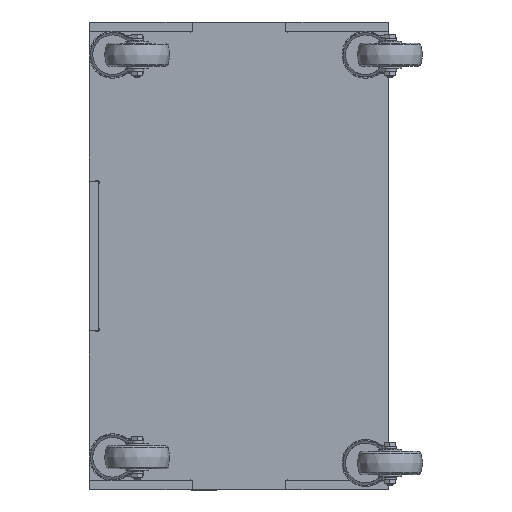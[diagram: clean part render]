
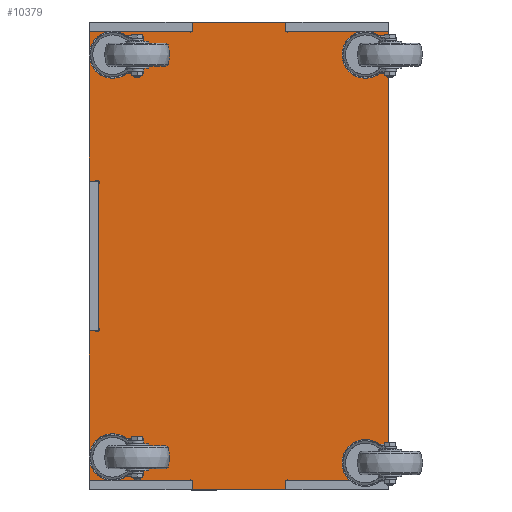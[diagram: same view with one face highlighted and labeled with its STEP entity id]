
A CAD part, front view. The second image highlights one B-rep face of the part: STEP entity #10379.
In plain terms, the highlighted planar face has unit normal (0, -1, 0).
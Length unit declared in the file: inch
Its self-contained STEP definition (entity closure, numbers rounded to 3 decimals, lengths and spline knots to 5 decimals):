
#354=FACE_BOUND('',#1300,.T.);
#355=FACE_BOUND('',#1301,.T.);
#356=FACE_BOUND('',#1302,.T.);
#357=FACE_BOUND('',#1303,.T.);
#405=PLANE('',#11133);
#727=FACE_OUTER_BOUND('',#1299,.T.);
#1299=EDGE_LOOP('',(#7049,#7050,#7051,#7052,#7053,#7054,#7055,#7056,#7057,
#7058,#7059,#7060,#7061,#7062,#7063,#7064,#7065,#7066,#7067,#7068,#7069,
#7070));
#1300=EDGE_LOOP('',(#7071));
#1301=EDGE_LOOP('',(#7072));
#1302=EDGE_LOOP('',(#7073));
#1303=EDGE_LOOP('',(#7074));
#1906=CIRCLE('',#11112,0.125);
#1917=CIRCLE('',#11126,0.125);
#1918=CIRCLE('',#11129,0.125);
#1919=CIRCLE('',#11132,0.125);
#1920=CIRCLE('',#11134,0.125);
#1921=CIRCLE('',#11135,0.125);
#1922=CIRCLE('',#11136,0.17188);
#1923=CIRCLE('',#11137,0.17188);
#1924=CIRCLE('',#11138,0.17188);
#1925=CIRCLE('',#11139,0.17188);
#2314=LINE('',#15205,#3347);
#2318=LINE('',#15215,#3351);
#2322=LINE('',#15225,#3355);
#2325=LINE('',#15233,#3358);
#2326=LINE('',#15234,#3359);
#2327=LINE('',#15236,#3360);
#2328=LINE('',#15238,#3361);
#2329=LINE('',#15239,#3362);
#2330=LINE('',#15241,#3363);
#2331=LINE('',#15243,#3364);
#2332=LINE('',#15245,#3365);
#2333=LINE('',#15249,#3366);
#2334=LINE('',#15251,#3367);
#2335=LINE('',#15253,#3368);
#2336=LINE('',#15257,#3369);
#2337=LINE('',#15258,#3370);
#3347=VECTOR('',#12159,0.3937);
#3351=VECTOR('',#12169,0.3937);
#3355=VECTOR('',#12179,0.3937);
#3358=VECTOR('',#12188,0.3937);
#3359=VECTOR('',#12189,0.3937);
#3360=VECTOR('',#12190,0.3937);
#3361=VECTOR('',#12191,0.3937);
#3362=VECTOR('',#12192,0.3937);
#3363=VECTOR('',#12193,0.3937);
#3364=VECTOR('',#12194,0.3937);
#3365=VECTOR('',#12195,0.3937);
#3366=VECTOR('',#12198,0.3937);
#3367=VECTOR('',#12199,0.3937);
#3368=VECTOR('',#12200,0.3937);
#3369=VECTOR('',#12203,0.3937);
#3370=VECTOR('',#12204,0.3937);
#4362=VERTEX_POINT('',#15145);
#4364=VERTEX_POINT('',#15148);
#4390=VERTEX_POINT('',#15204);
#4391=VERTEX_POINT('',#15208);
#4392=VERTEX_POINT('',#15210);
#4393=VERTEX_POINT('',#15214);
#4394=VERTEX_POINT('',#15218);
#4395=VERTEX_POINT('',#15219);
#4396=VERTEX_POINT('',#15224);
#4397=VERTEX_POINT('',#15228);
#4398=VERTEX_POINT('',#15232);
#4399=VERTEX_POINT('',#15235);
#4400=VERTEX_POINT('',#15237);
#4401=VERTEX_POINT('',#15240);
#4402=VERTEX_POINT('',#15242);
#4403=VERTEX_POINT('',#15244);
#4404=VERTEX_POINT('',#15246);
#4405=VERTEX_POINT('',#15248);
#4406=VERTEX_POINT('',#15250);
#4407=VERTEX_POINT('',#15252);
#4408=VERTEX_POINT('',#15254);
#4409=VERTEX_POINT('',#15256);
#4410=VERTEX_POINT('',#15259);
#4411=VERTEX_POINT('',#15261);
#4412=VERTEX_POINT('',#15263);
#4413=VERTEX_POINT('',#15265);
#5414=EDGE_CURVE('',#4364,#4362,#1906,.T.);
#5442=EDGE_CURVE('',#4390,#4364,#2314,.T.);
#5445=EDGE_CURVE('',#4392,#4391,#1917,.T.);
#5447=EDGE_CURVE('',#4393,#4392,#2318,.T.);
#5449=EDGE_CURVE('',#4394,#4395,#1918,.T.);
#5452=EDGE_CURVE('',#4396,#4394,#2322,.T.);
#5454=EDGE_CURVE('',#4397,#4396,#1919,.T.);
#5456=EDGE_CURVE('',#4362,#4398,#2325,.T.);
#5457=EDGE_CURVE('',#4398,#4393,#2326,.T.);
#5458=EDGE_CURVE('',#4391,#4399,#2327,.T.);
#5459=EDGE_CURVE('',#4399,#4400,#2328,.T.);
#5460=EDGE_CURVE('',#4400,#4397,#2329,.T.);
#5461=EDGE_CURVE('',#4395,#4401,#2330,.T.);
#5462=EDGE_CURVE('',#4401,#4402,#2331,.T.);
#5463=EDGE_CURVE('',#4402,#4403,#2332,.T.);
#5464=EDGE_CURVE('',#4403,#4404,#1920,.T.);
#5465=EDGE_CURVE('',#4404,#4405,#2333,.T.);
#5466=EDGE_CURVE('',#4405,#4406,#2334,.T.);
#5467=EDGE_CURVE('',#4406,#4407,#2335,.T.);
#5468=EDGE_CURVE('',#4407,#4408,#1921,.T.);
#5469=EDGE_CURVE('',#4408,#4409,#2336,.T.);
#5470=EDGE_CURVE('',#4409,#4390,#2337,.T.);
#5471=EDGE_CURVE('',#4410,#4410,#1922,.T.);
#5472=EDGE_CURVE('',#4411,#4411,#1923,.T.);
#5473=EDGE_CURVE('',#4412,#4412,#1924,.T.);
#5474=EDGE_CURVE('',#4413,#4413,#1925,.T.);
#7049=ORIENTED_EDGE('',*,*,#5414,.T.);
#7050=ORIENTED_EDGE('',*,*,#5456,.T.);
#7051=ORIENTED_EDGE('',*,*,#5457,.T.);
#7052=ORIENTED_EDGE('',*,*,#5447,.T.);
#7053=ORIENTED_EDGE('',*,*,#5445,.T.);
#7054=ORIENTED_EDGE('',*,*,#5458,.T.);
#7055=ORIENTED_EDGE('',*,*,#5459,.T.);
#7056=ORIENTED_EDGE('',*,*,#5460,.T.);
#7057=ORIENTED_EDGE('',*,*,#5454,.T.);
#7058=ORIENTED_EDGE('',*,*,#5452,.T.);
#7059=ORIENTED_EDGE('',*,*,#5449,.T.);
#7060=ORIENTED_EDGE('',*,*,#5461,.T.);
#7061=ORIENTED_EDGE('',*,*,#5462,.T.);
#7062=ORIENTED_EDGE('',*,*,#5463,.T.);
#7063=ORIENTED_EDGE('',*,*,#5464,.T.);
#7064=ORIENTED_EDGE('',*,*,#5465,.T.);
#7065=ORIENTED_EDGE('',*,*,#5466,.T.);
#7066=ORIENTED_EDGE('',*,*,#5467,.T.);
#7067=ORIENTED_EDGE('',*,*,#5468,.T.);
#7068=ORIENTED_EDGE('',*,*,#5469,.T.);
#7069=ORIENTED_EDGE('',*,*,#5470,.T.);
#7070=ORIENTED_EDGE('',*,*,#5442,.T.);
#7071=ORIENTED_EDGE('',*,*,#5471,.T.);
#7072=ORIENTED_EDGE('',*,*,#5472,.T.);
#7073=ORIENTED_EDGE('',*,*,#5473,.T.);
#7074=ORIENTED_EDGE('',*,*,#5474,.T.);
#10379=ADVANCED_FACE('',(#727,#354,#355,#356,#357),#405,.T.);
#11112=AXIS2_PLACEMENT_3D('',#15149,#12116,#12117);
#11126=AXIS2_PLACEMENT_3D('',#15211,#12164,#12165);
#11129=AXIS2_PLACEMENT_3D('',#15220,#12173,#12174);
#11132=AXIS2_PLACEMENT_3D('',#15229,#12183,#12184);
#11133=AXIS2_PLACEMENT_3D('',#15231,#12186,#12187);
#11134=AXIS2_PLACEMENT_3D('',#15247,#12196,#12197);
#11135=AXIS2_PLACEMENT_3D('',#15255,#12201,#12202);
#11136=AXIS2_PLACEMENT_3D('',#15260,#12205,#12206);
#11137=AXIS2_PLACEMENT_3D('',#15262,#12207,#12208);
#11138=AXIS2_PLACEMENT_3D('',#15264,#12209,#12210);
#11139=AXIS2_PLACEMENT_3D('',#15266,#12211,#12212);
#12116=DIRECTION('center_axis',(0.,1.,0.));
#12117=DIRECTION('ref_axis',(1.,0.,0.));
#12159=DIRECTION('',(-1.,0.,0.));
#12164=DIRECTION('center_axis',(0.,1.,0.));
#12165=DIRECTION('ref_axis',(1.,0.,0.));
#12169=DIRECTION('',(0.,0.,-1.));
#12173=DIRECTION('center_axis',(0.,1.,0.));
#12174=DIRECTION('ref_axis',(1.,0.,0.));
#12179=DIRECTION('',(0.,0.,-1.));
#12183=DIRECTION('center_axis',(0.,1.,0.));
#12184=DIRECTION('ref_axis',(1.,0.,0.));
#12186=DIRECTION('center_axis',(0.,-1.,0.));
#12187=DIRECTION('ref_axis',(0.,0.,-1.));
#12188=DIRECTION('',(0.,0.,1.));
#12189=DIRECTION('',(-1.,0.,0.));
#12190=DIRECTION('',(-1.,0.,0.));
#12191=DIRECTION('',(0.,0.,-1.));
#12192=DIRECTION('',(1.,0.,0.));
#12193=DIRECTION('',(-1.,0.,0.));
#12194=DIRECTION('',(0.,0.,-1.));
#12195=DIRECTION('',(1.,0.,0.));
#12196=DIRECTION('center_axis',(0.,1.,0.));
#12197=DIRECTION('ref_axis',(1.,0.,0.));
#12198=DIRECTION('',(0.,0.,-1.));
#12199=DIRECTION('',(1.,0.,0.));
#12200=DIRECTION('',(0.,0.,1.));
#12201=DIRECTION('center_axis',(0.,1.,0.));
#12202=DIRECTION('ref_axis',(1.,0.,0.));
#12203=DIRECTION('',(1.,0.,0.));
#12204=DIRECTION('',(0.,0.,1.));
#12205=DIRECTION('center_axis',(0.,1.,0.));
#12206=DIRECTION('ref_axis',(1.,0.,0.));
#12207=DIRECTION('center_axis',(0.,1.,0.));
#12208=DIRECTION('ref_axis',(1.,0.,0.));
#12209=DIRECTION('center_axis',(0.,1.,0.));
#12210=DIRECTION('ref_axis',(1.,0.,0.));
#12211=DIRECTION('center_axis',(0.,1.,0.));
#12212=DIRECTION('ref_axis',(1.,0.,0.));
#15145=CARTESIAN_POINT('',(10.5,0.,24.67678));
#15148=CARTESIAN_POINT('',(10.67678,0.,24.5));
#15149=CARTESIAN_POINT('Origin',(10.58839,0.,24.58839));
#15204=CARTESIAN_POINT('',(16.,0.,24.5));
#15205=CARTESIAN_POINT('',(16.,0.,24.5));
#15208=CARTESIAN_POINT('',(5.3221,0.,24.5));
#15210=CARTESIAN_POINT('',(5.49887,0.,24.67678));
#15211=CARTESIAN_POINT('Origin',(5.41049,0.,
24.58839));
#15214=CARTESIAN_POINT('',(5.49887,0.,25.));
#15215=CARTESIAN_POINT('',(5.49887,0.,24.5));
#15218=CARTESIAN_POINT('',(0.49887,0.,8.67678));
#15219=CARTESIAN_POINT('',(0.3221,0.,8.5));
#15220=CARTESIAN_POINT('Origin',(0.41049,0.,
8.58839));
#15224=CARTESIAN_POINT('',(0.49887,0.,16.32322));
#15225=CARTESIAN_POINT('',(0.49887,0.,8.5));
#15228=CARTESIAN_POINT('',(0.3221,0.,16.5));
#15229=CARTESIAN_POINT('Origin',(0.41049,0.,
16.41161));
#15231=CARTESIAN_POINT('Origin',(7.99944,0.,12.5));
#15232=CARTESIAN_POINT('',(10.5,0.,25.));
#15233=CARTESIAN_POINT('',(10.5,0.,24.5));
#15234=CARTESIAN_POINT('',(10.5,0.,25.));
#15235=CARTESIAN_POINT('',(-0.00113,0.,24.5));
#15236=CARTESIAN_POINT('',(-0.00113,0.,24.5));
#15237=CARTESIAN_POINT('',(-0.00113,0.,16.5));
#15238=CARTESIAN_POINT('',(-0.00113,0.,24.5));
#15239=CARTESIAN_POINT('',(-0.00113,0.,16.5));
#15240=CARTESIAN_POINT('',(-0.00113,0.,8.5));
#15241=CARTESIAN_POINT('',(-0.00113,0.,8.5));
#15242=CARTESIAN_POINT('',(-0.00113,0.,0.5));
#15243=CARTESIAN_POINT('',(-0.00113,0.,0.5));
#15244=CARTESIAN_POINT('',(5.32322,0.,0.5));
#15245=CARTESIAN_POINT('',(5.5,0.,0.5));
#15246=CARTESIAN_POINT('',(5.5,0.,0.32322));
#15247=CARTESIAN_POINT('Origin',(5.41161,0.,0.41161));
#15248=CARTESIAN_POINT('',(5.5,0.,0.));
#15249=CARTESIAN_POINT('',(5.5,0.,0.));
#15250=CARTESIAN_POINT('',(10.5,0.,0.));
#15251=CARTESIAN_POINT('',(10.5,0.,0.));
#15252=CARTESIAN_POINT('',(10.5,0.,0.32322));
#15253=CARTESIAN_POINT('',(10.5,0.,0.5));
#15254=CARTESIAN_POINT('',(10.67678,0.,0.5));
#15255=CARTESIAN_POINT('Origin',(10.58839,0.,0.41161));
#15256=CARTESIAN_POINT('',(16.,0.,0.5));
#15257=CARTESIAN_POINT('',(16.,0.,0.5));
#15258=CARTESIAN_POINT('',(16.,0.,0.5));
#15259=CARTESIAN_POINT('',(1.077,0.,23.25));
#15260=CARTESIAN_POINT('Origin',(1.24887,0.,23.25));
#15261=CARTESIAN_POINT('',(1.077,0.,1.75));
#15262=CARTESIAN_POINT('Origin',(1.24887,0.,1.75));
#15263=CARTESIAN_POINT('',(14.57813,0.,1.44217));
#15264=CARTESIAN_POINT('Origin',(14.75,0.,1.44217));
#15265=CARTESIAN_POINT('',(14.57813,0.,23.25));
#15266=CARTESIAN_POINT('Origin',(14.75,0.,23.25));
